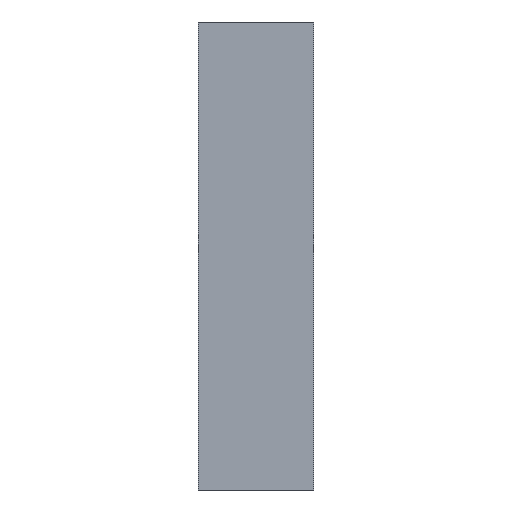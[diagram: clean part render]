
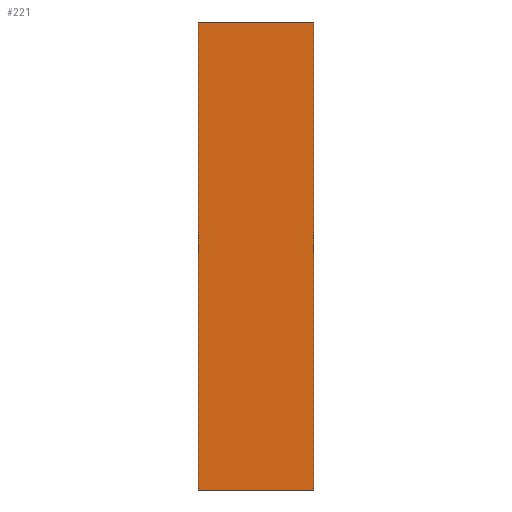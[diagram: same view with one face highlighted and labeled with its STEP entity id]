
A CAD part, front view. The second image highlights one B-rep face of the part: STEP entity #221.
In plain terms, the highlighted free-form (B-spline) face has degree [1, 1] with [2, 2] control points.
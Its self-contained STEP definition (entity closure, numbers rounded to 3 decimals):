
#198 = VERTEX_POINT('',#199);
#199 = CARTESIAN_POINT('',(-45.966,-45.966,0.));
#204 = EDGE_CURVE('',#205,#198,#207,.T.);
#205 = VERTEX_POINT('',#206);
#206 = CARTESIAN_POINT('',(-45.966,-45.966,
    373.61));
#207 = B_SPLINE_CURVE_WITH_KNOTS('',1,(#208,#209),.UNSPECIFIED.,.F.,.F.,
  (2,2),(-0.,406.4),.PIECEWISE_BEZIER_KNOTS.);
#208 = CARTESIAN_POINT('',(-45.966,-45.966,
    373.61));
#209 = CARTESIAN_POINT('',(-45.966,-45.966,0.));
#221 = ADVANCED_FACE('',(#222),#244,.F.);
#222 = FACE_BOUND('',#223,.T.);
#223 = EDGE_LOOP('',(#224,#231,#238,#243));
#224 = ORIENTED_EDGE('',*,*,#225,.T.);
#225 = EDGE_CURVE('',#198,#226,#228,.T.);
#226 = VERTEX_POINT('',#227);
#227 = CARTESIAN_POINT('',(45.966,-45.966,0.));
#228 = B_SPLINE_CURVE_WITH_KNOTS('',1,(#229,#230),.UNSPECIFIED.,.F.,.F.,
  (2,2),(0.,100.),.PIECEWISE_BEZIER_KNOTS.);
#229 = CARTESIAN_POINT('',(-45.966,-45.966,0.));
#230 = CARTESIAN_POINT('',(45.966,-45.966,0.));
#231 = ORIENTED_EDGE('',*,*,#232,.F.);
#232 = EDGE_CURVE('',#233,#226,#235,.T.);
#233 = VERTEX_POINT('',#234);
#234 = CARTESIAN_POINT('',(45.966,-45.966,
    373.61));
#235 = B_SPLINE_CURVE_WITH_KNOTS('',1,(#236,#237),.UNSPECIFIED.,.F.,.F.,
  (2,2),(-0.,406.4),.PIECEWISE_BEZIER_KNOTS.);
#236 = CARTESIAN_POINT('',(45.966,-45.966,
    373.61));
#237 = CARTESIAN_POINT('',(45.966,-45.966,0.));
#238 = ORIENTED_EDGE('',*,*,#239,.F.);
#239 = EDGE_CURVE('',#205,#233,#240,.T.);
#240 = B_SPLINE_CURVE_WITH_KNOTS('',1,(#241,#242),.UNSPECIFIED.,.F.,.F.,
  (2,2),(0.,100.),.PIECEWISE_BEZIER_KNOTS.);
#241 = CARTESIAN_POINT('',(-45.966,-45.966,
    373.61));
#242 = CARTESIAN_POINT('',(45.966,-45.966,
    373.61));
#243 = ORIENTED_EDGE('',*,*,#204,.T.);
#244 = B_SPLINE_SURFACE_WITH_KNOTS('',1,1,(
    (#245,#246)
    ,(#247,#248
    )),.UNSPECIFIED.,.F.,.F.,.F.,(2,2),(2,2),(-406.4,0.),(0.,100.),
  .PIECEWISE_BEZIER_KNOTS.);
#245 = CARTESIAN_POINT('',(-45.966,-45.966,0.));
#246 = CARTESIAN_POINT('',(45.966,-45.966,0.));
#247 = CARTESIAN_POINT('',(-45.966,-45.966,
    373.61));
#248 = CARTESIAN_POINT('',(45.966,-45.966,
    373.61));
